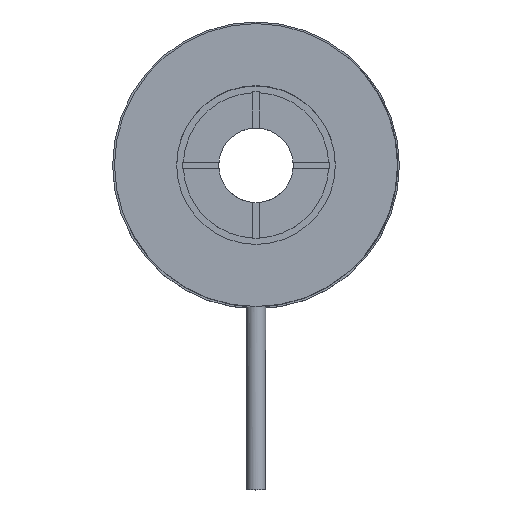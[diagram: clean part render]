
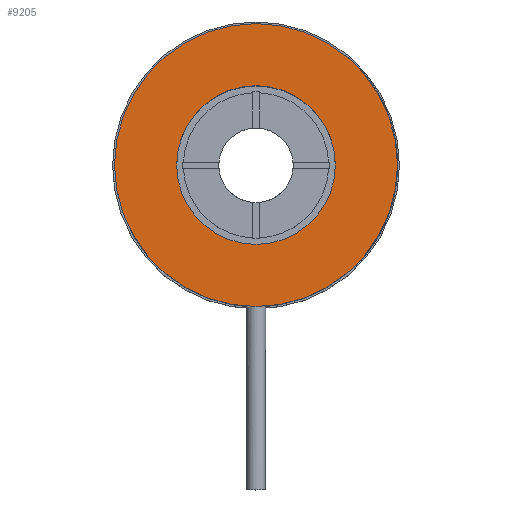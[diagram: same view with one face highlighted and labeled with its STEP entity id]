
A CAD part, top view. The second image highlights one B-rep face of the part: STEP entity #9205.
In plain terms, the highlighted planar face has unit normal (0, 0, 1).
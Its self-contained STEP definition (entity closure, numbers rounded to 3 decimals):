
#3629 = AXIS2_PLACEMENT_3D ( 'NONE', #30215, #88255, #44759 ) ;
#4477 = ORIENTED_EDGE ( 'NONE', *, *, #55784, .F. ) ;
#5096 = DIRECTION ( 'NONE',  ( 0., 0., 1. ) ) ;
#6301 = CARTESIAN_POINT ( 'NONE',  ( 0., 0., 58. ) ) ;
#6466 = FACE_OUTER_BOUND ( 'NONE', #6688, .T. ) ;
#6688 = EDGE_LOOP ( 'NONE', ( #4477, #71501 ) ) ;
#7280 = DIRECTION ( 'NONE',  ( 0., 0., -1. ) ) ;
#8180 = DIRECTION ( 'NONE',  ( 0., 0., 1. ) ) ;
#8774 = FACE_BOUND ( 'NONE', #83128, .T. ) ;
#9205 = ADVANCED_FACE ( 'NONE', ( #8774, #6466 ), #15661, .T. ) ;
#10542 = ORIENTED_EDGE ( 'NONE', *, *, #75457, .F. ) ;
#13565 = DIRECTION ( 'NONE',  ( 1., 0., 0. ) ) ;
#15256 = VERTEX_POINT ( 'NONE', #55447 ) ;
#15661 = PLANE ( 'NONE',  #3629 ) ;
#16081 = AXIS2_PLACEMENT_3D ( 'NONE', #51497, #8180, #58793 ) ;
#18460 = AXIS2_PLACEMENT_3D ( 'NONE', #6301, #56932, #13565 ) ;
#20187 = CIRCLE ( 'NONE', #18460, 37. ) ;
#29438 = CIRCLE ( 'NONE', #37689, 20.75 ) ;
#30215 = CARTESIAN_POINT ( 'NONE',  ( 0., 0., 58. ) ) ;
#30490 = CARTESIAN_POINT ( 'NONE',  ( -37., 0., 58. ) ) ;
#31320 = CARTESIAN_POINT ( 'NONE',  ( 37., 0., 58. ) ) ;
#34504 = EDGE_CURVE ( 'NONE', #79463, #80030, #55421, .T. ) ;
#37689 = AXIS2_PLACEMENT_3D ( 'NONE', #48457, #5096, #55735 ) ;
#41069 = AXIS2_PLACEMENT_3D ( 'NONE', #50593, #7280, #57918 ) ;
#44759 = DIRECTION ( 'NONE',  ( 1., 0., 0. ) ) ;
#48457 = CARTESIAN_POINT ( 'NONE',  ( 0., 0., 58. ) ) ;
#50593 = CARTESIAN_POINT ( 'NONE',  ( 0., 0., 58. ) ) ;
#51497 = CARTESIAN_POINT ( 'NONE',  ( 0., 0., 58. ) ) ;
#51902 = EDGE_CURVE ( 'NONE', #15256, #86467, #29438, .T. ) ;
#55421 = CIRCLE ( 'NONE', #41069, 37. ) ;
#55447 = CARTESIAN_POINT ( 'NONE',  ( -20.75, 0., 58. ) ) ;
#55735 = DIRECTION ( 'NONE',  ( 1., 0., 0. ) ) ;
#55784 = EDGE_CURVE ( 'NONE', #80030, #79463, #20187, .T. ) ;
#56932 = DIRECTION ( 'NONE',  ( 0., 0., -1. ) ) ;
#57918 = DIRECTION ( 'NONE',  ( 1., 0., 0. ) ) ;
#58793 = DIRECTION ( 'NONE',  ( 1., 0., 0. ) ) ;
#69419 = ORIENTED_EDGE ( 'NONE', *, *, #51902, .F. ) ;
#70972 = CIRCLE ( 'NONE', #16081, 20.75 ) ;
#71501 = ORIENTED_EDGE ( 'NONE', *, *, #34504, .F. ) ;
#75457 = EDGE_CURVE ( 'NONE', #86467, #15256, #70972, .T. ) ;
#79463 = VERTEX_POINT ( 'NONE', #30490 ) ;
#79801 = CARTESIAN_POINT ( 'NONE',  ( 20.75, 0., 58. ) ) ;
#80030 = VERTEX_POINT ( 'NONE', #31320 ) ;
#83128 = EDGE_LOOP ( 'NONE', ( #10542, #69419 ) ) ;
#86467 = VERTEX_POINT ( 'NONE', #79801 ) ;
#88255 = DIRECTION ( 'NONE',  ( 0., 0., 1. ) ) ;
